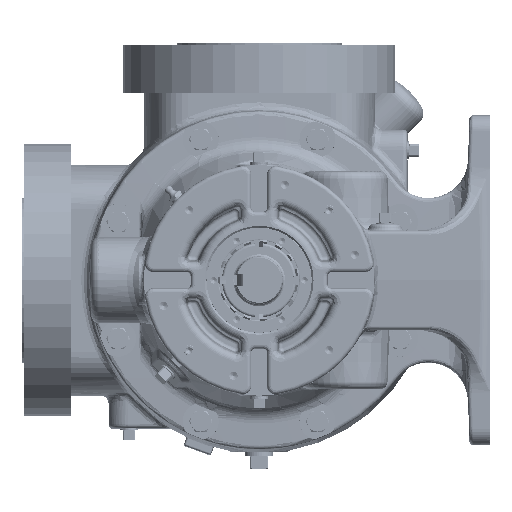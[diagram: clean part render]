
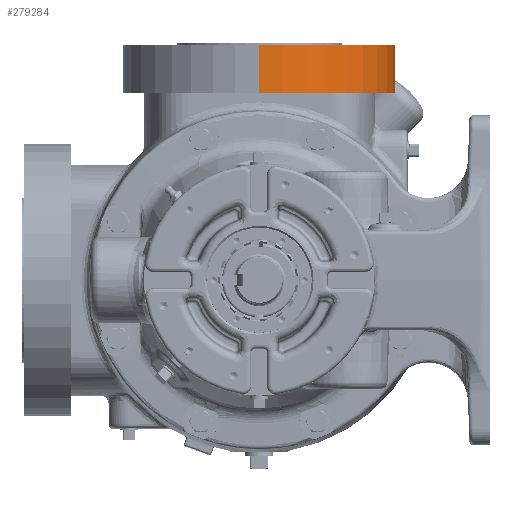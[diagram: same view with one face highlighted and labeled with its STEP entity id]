
A CAD part, left-side view. The second image highlights one B-rep face of the part: STEP entity #279284.
In plain terms, the highlighted cylindrical face has radius 104.775 mm (diameter 209.55 mm), a partial arc.
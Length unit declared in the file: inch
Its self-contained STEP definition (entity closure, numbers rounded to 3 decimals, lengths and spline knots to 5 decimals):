
#19762 = CYLINDRICAL_SURFACE ( 'NONE', #107969, 4.125 ) ;
#23247 = CARTESIAN_POINT ( 'NONE',  ( -0.78, 0., 5.09404 ) ) ;
#26610 = DIRECTION ( 'NONE',  ( -1., 0., 0. ) ) ;
#27465 = LINE ( 'NONE', #292426, #284400 ) ;
#30725 = DIRECTION ( 'NONE',  ( -1., 0., 0. ) ) ;
#33185 = CARTESIAN_POINT ( 'NONE',  ( 3.345, 0., 7.1275 ) ) ;
#36152 = CARTESIAN_POINT ( 'NONE',  ( -0.78, 0., 7.1275 ) ) ;
#40860 = EDGE_LOOP ( 'NONE', ( #49436, #130825, #125598, #43481 ) ) ;
#43481 = ORIENTED_EDGE ( 'NONE', *, *, #233793, .F. ) ;
#49436 = ORIENTED_EDGE ( 'NONE', *, *, #300958, .F. ) ;
#51156 = CARTESIAN_POINT ( 'NONE',  ( 3.345, 0., 5.09404 ) ) ;
#71139 = VECTOR ( 'NONE', #129450, 39.37008 ) ;
#78617 = VERTEX_POINT ( 'NONE', #209005 ) ;
#98052 = CARTESIAN_POINT ( 'NONE',  ( -0.78, 0., 5.6875 ) ) ;
#105877 = DIRECTION ( 'NONE',  ( 0., 0., -1. ) ) ;
#107611 = AXIS2_PLACEMENT_3D ( 'NONE', #33185, #217830, #322632 ) ;
#107969 = AXIS2_PLACEMENT_3D ( 'NONE', #51156, #314420, #26610 ) ;
#125598 = ORIENTED_EDGE ( 'NONE', *, *, #325225, .T. ) ;
#129412 = FACE_OUTER_BOUND ( 'NONE', #40860, .T. ) ;
#129450 = DIRECTION ( 'NONE',  ( 0., 0., -1. ) ) ;
#130825 = ORIENTED_EDGE ( 'NONE', *, *, #267520, .T. ) ;
#157818 = DIRECTION ( 'NONE',  ( 0., 0., -1. ) ) ;
#161661 = AXIS2_PLACEMENT_3D ( 'NONE', #162983, #157818, #30725 ) ;
#162983 = CARTESIAN_POINT ( 'NONE',  ( 3.345, 0., 5.6875 ) ) ;
#181331 = VERTEX_POINT ( 'NONE', #98052 ) ;
#190834 = CIRCLE ( 'NONE', #107611, 4.125 ) ;
#209005 = CARTESIAN_POINT ( 'NONE',  ( 7.47, 0., 5.6875 ) ) ;
#217830 = DIRECTION ( 'NONE',  ( 0., 0., -1. ) ) ;
#233793 = EDGE_CURVE ( 'NONE', #78617, #181331, #245113, .T. ) ;
#245113 = CIRCLE ( 'NONE', #161661, 4.125 ) ;
#248425 = CARTESIAN_POINT ( 'NONE',  ( 7.47, 0., 7.1275 ) ) ;
#261986 = LINE ( 'NONE', #23247, #71139 ) ;
#267520 = EDGE_CURVE ( 'NONE', #327415, #268385, #190834, .T. ) ;
#268385 = VERTEX_POINT ( 'NONE', #36152 ) ;
#279284 = ADVANCED_FACE ( 'NONE', ( #129412 ), #19762, .T. ) ;
#284400 = VECTOR ( 'NONE', #105877, 39.37008 ) ;
#292426 = CARTESIAN_POINT ( 'NONE',  ( 7.47, 0., 5.09404 ) ) ;
#300958 = EDGE_CURVE ( 'NONE', #327415, #78617, #27465, .T. ) ;
#314420 = DIRECTION ( 'NONE',  ( 0., 0., -1. ) ) ;
#322632 = DIRECTION ( 'NONE',  ( -1., 0., 0. ) ) ;
#325225 = EDGE_CURVE ( 'NONE', #268385, #181331, #261986, .T. ) ;
#327415 = VERTEX_POINT ( 'NONE', #248425 ) ;
